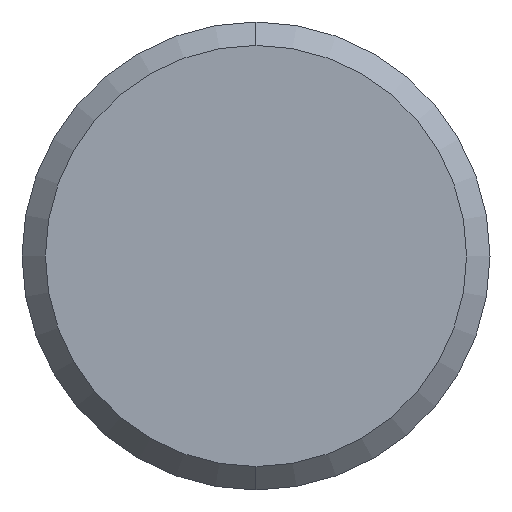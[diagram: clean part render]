
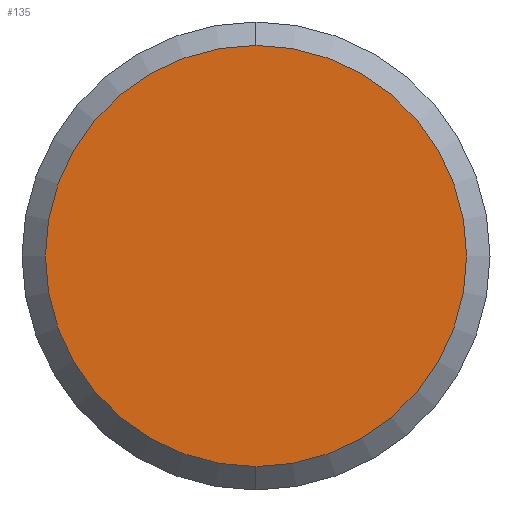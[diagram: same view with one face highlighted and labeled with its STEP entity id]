
A CAD part, left-side view. The second image highlights one B-rep face of the part: STEP entity #135.
In plain terms, the highlighted planar face has unit normal (-1, 0, 0).
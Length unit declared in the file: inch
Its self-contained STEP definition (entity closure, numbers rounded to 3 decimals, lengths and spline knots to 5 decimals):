
#75 = AXIS2_PLACEMENT_3D ( 'NONE', #353, #348, #344 ) ;
#89 = AXIS2_PLACEMENT_3D ( 'NONE', #105, #101, #97 ) ;
#97 = DIRECTION ( 'NONE',  ( 0., 0., 1. ) ) ;
#100 = VERTEX_POINT ( 'NONE', #134 ) ;
#101 = DIRECTION ( 'NONE',  ( -1., 0., 0. ) ) ;
#105 = CARTESIAN_POINT ( 'NONE',  ( -1.33858, 0.05315, 0. ) ) ;
#125 = PLANE ( 'NONE',  #89 ) ;
#133 = ORIENTED_EDGE ( 'NONE', *, *, #608, .F. ) ;
#134 = CARTESIAN_POINT ( 'NONE',  ( -1.33858, 0., -0.1063 ) ) ;
#135 = ADVANCED_FACE ( 'NONE', ( #669 ), #125, .T. ) ;
#206 = CARTESIAN_POINT ( 'NONE',  ( -1.33858, 0., 0.1063 ) ) ;
#272 = EDGE_CURVE ( 'NONE', #389, #100, #426, .T. ) ;
#297 = CIRCLE ( 'NONE', #75, 0.1063 ) ;
#344 = DIRECTION ( 'NONE',  ( 0., 0., -1. ) ) ;
#348 = DIRECTION ( 'NONE',  ( 1., 0., 0. ) ) ;
#353 = CARTESIAN_POINT ( 'NONE',  ( -1.33858, 0., 0. ) ) ;
#389 = VERTEX_POINT ( 'NONE', #206 ) ;
#405 = ORIENTED_EDGE ( 'NONE', *, *, #272, .F. ) ;
#426 = CIRCLE ( 'NONE', #562, 0.1063 ) ;
#490 = DIRECTION ( 'NONE',  ( 0., 0., -1. ) ) ;
#491 = DIRECTION ( 'NONE',  ( 1., 0., 0. ) ) ;
#504 = CARTESIAN_POINT ( 'NONE',  ( -1.33858, 0., 0. ) ) ;
#541 = EDGE_LOOP ( 'NONE', ( #133, #405 ) ) ;
#562 = AXIS2_PLACEMENT_3D ( 'NONE', #504, #491, #490 ) ;
#608 = EDGE_CURVE ( 'NONE', #100, #389, #297, .T. ) ;
#669 = FACE_OUTER_BOUND ( 'NONE', #541, .T. ) ;
